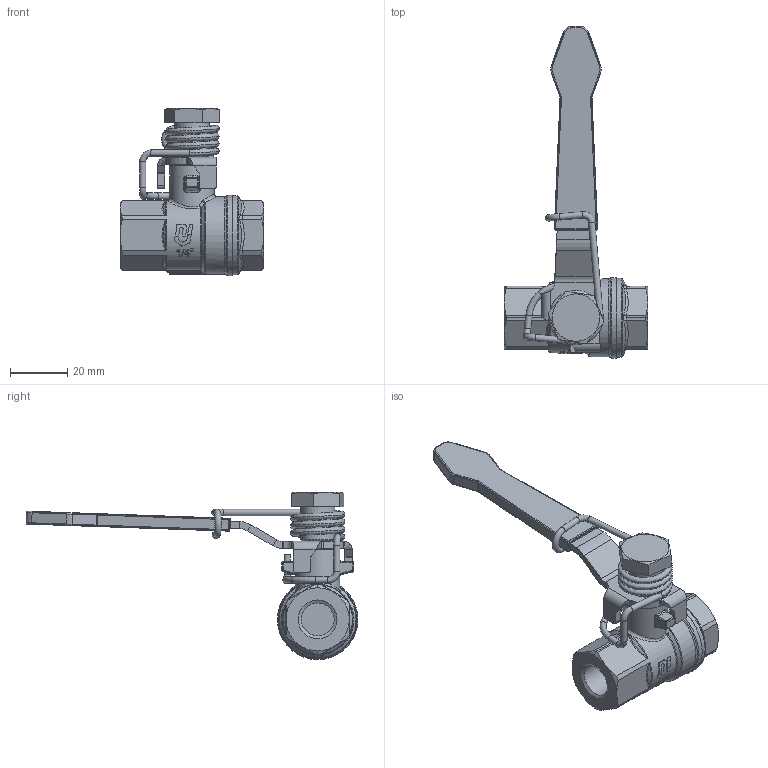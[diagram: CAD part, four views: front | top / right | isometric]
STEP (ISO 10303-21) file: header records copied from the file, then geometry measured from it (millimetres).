
FILE_DESCRIPTION(('HOOPS Exchange Step'),'2;1');
FILE_NAME('GK13_DN08.stp','2025-12-10T14:13:55+01:00',('nieru'),('Unknown organisation'),'HOOPS Exchange 2024.2','HOOPS Exchange','Unknown authorisation');
FILE_SCHEMA( ('AP203_CONFIGURATION_CONTROLLED_3D_DESIGN_OF_MECHANICAL_PARTS_AND_ASSEMBLIES_MIM_LF') );
Length unit declared in the file: millimetre
Products named in the file (2): 0; root
Assembly tree (1 placements, depth 2):
  root
    0
Bounding box: 50 x 115.48 x 58.2 mm (x, y, z)
Volume: 33889.4 mm3; surface area: 13833.9 mm2
Topology: 1 solids, 1 shells, 628 faces, 1693 edges, 1082 vertices
Faces by surface type: bspline 187, plane 185, cylinder 159, torus 50, cone 29, sphere 18
Full cylindrical faces by diameter (mm): 2.2 x9, 8.98 x1, 11.445 x2, 12 x1, 15.5 x1, 27 x1, 27.5 x1, 28 x1
Entity records: 28133 total; most frequent: CARTESIAN_POINT 13815, ORIENTED_EDGE 3354, DIRECTION 2230, EDGE_CURVE 1677, VERTEX_POINT 1082, AXIS2_PLACEMENT_3D 868, B_SPLINE_CURVE_WITH_KNOTS 674, EDGE_LOOP 663
